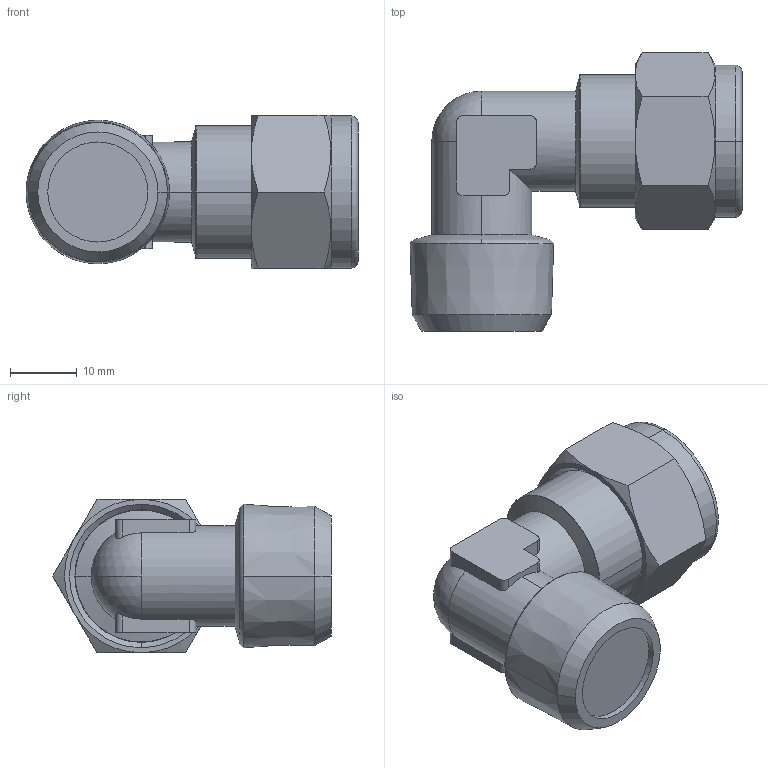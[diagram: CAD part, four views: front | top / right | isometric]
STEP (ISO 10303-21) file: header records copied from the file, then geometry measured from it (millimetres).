
FILE_DESCRIPTION (( 'STEP AP214' ), '1' );
FILE_NAME ('1028000015.step', '2013-02-25T17:14:15', ( '' ), ( '' ), 'SwSTEP 2.0', 'SolidWorks 2012', '' );
FILE_SCHEMA (( 'AUTOMOTIVE_DESIGN' ));
Length unit declared in the file: millimetre
Products named in the file (1): 1028000015
Bounding box: 49.77 x 41.78 x 23 mm (x, y, z)
Volume: 19267 mm3; surface area: 5459.1 mm2
Topology: 1 solids, 3 shells, 85 faces, 201 edges, 125 vertices
Faces by surface type: cone 28, plane 25, cylinder 24, torus 6, sphere 2
Entity records: 2670 total; most frequent: CARTESIAN_POINT 700, DIRECTION 412, ORIENTED_EDGE 402, EDGE_CURVE 201, AXIS2_PLACEMENT_3D 169, VERTEX_POINT 125, EDGE_LOOP 88, FACE_OUTER_BOUND 85
